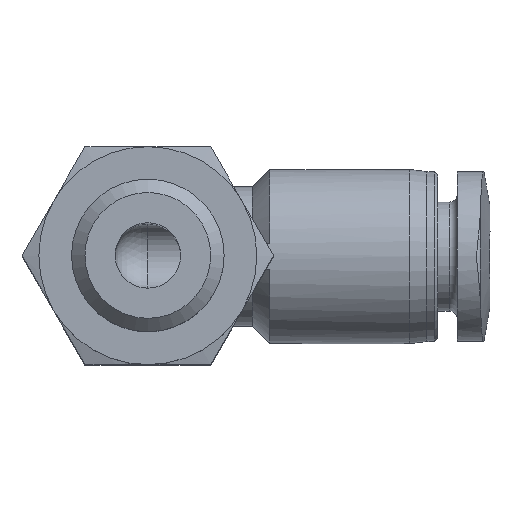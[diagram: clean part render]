
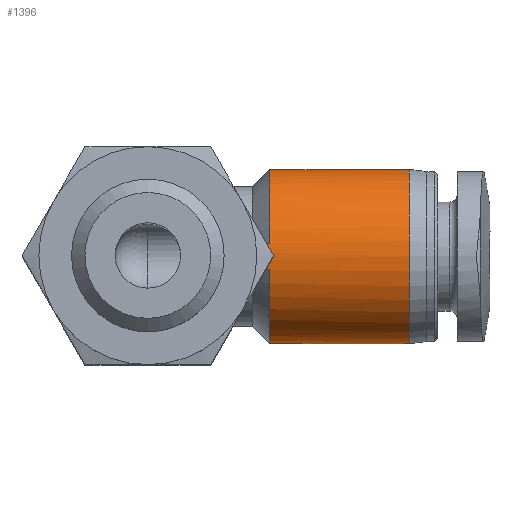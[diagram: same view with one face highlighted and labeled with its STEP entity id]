
A CAD part, top view. The second image highlights one B-rep face of the part: STEP entity #1396.
In plain terms, the highlighted cylindrical face has radius 4 mm (diameter 8 mm), a full revolution.
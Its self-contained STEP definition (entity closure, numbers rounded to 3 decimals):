
#28=ELLIPSE('',#1514,5.657,4.);
#29=ELLIPSE('',#1515,5.657,4.);
#39=CYLINDRICAL_SURFACE('',#1511,4.);
#78=B_SPLINE_CURVE_WITH_KNOTS('',3,(#1998,#1999,#2000,#2001),
 .UNSPECIFIED.,.F.,.F.,(4,4),(0.,0.001),
 .UNSPECIFIED.);
#121=CIRCLE('',#1448,4.);
#133=CIRCLE('',#1468,4.);
#134=CIRCLE('',#1470,4.);
#150=CIRCLE('',#1512,4.);
#151=CIRCLE('',#1513,4.);
#339=ORIENTED_EDGE('',*,*,#535,.F.);
#340=ORIENTED_EDGE('',*,*,#536,.T.);
#341=ORIENTED_EDGE('',*,*,#537,.T.);
#342=ORIENTED_EDGE('',*,*,#538,.T.);
#343=ORIENTED_EDGE('',*,*,#469,.T.);
#344=ORIENTED_EDGE('',*,*,#455,.F.);
#345=ORIENTED_EDGE('',*,*,#489,.T.);
#346=ORIENTED_EDGE('',*,*,#539,.T.);
#347=ORIENTED_EDGE('',*,*,#485,.T.);
#348=ORIENTED_EDGE('',*,*,#540,.F.);
#349=ORIENTED_EDGE('',*,*,#490,.T.);
#350=ORIENTED_EDGE('',*,*,#459,.T.);
#455=EDGE_CURVE('',#585,#577,#656,.T.);
#459=EDGE_CURVE('',#590,#589,#658,.T.);
#469=EDGE_CURVE('',#597,#577,#121,.T.);
#485=EDGE_CURVE('',#608,#607,#78,.T.);
#489=EDGE_CURVE('',#585,#610,#133,.T.);
#490=EDGE_CURVE('',#611,#590,#134,.T.);
#535=EDGE_CURVE('',#639,#639,#150,.T.);
#536=EDGE_CURVE('',#589,#640,#151,.T.);
#537=EDGE_CURVE('',#640,#641,#28,.T.);
#538=EDGE_CURVE('',#641,#597,#29,.T.);
#539=EDGE_CURVE('',#610,#608,#675,.T.);
#540=EDGE_CURVE('',#611,#607,#676,.T.);
#577=VERTEX_POINT('',#1906);
#585=VERTEX_POINT('',#1928);
#589=VERTEX_POINT('',#1937);
#590=VERTEX_POINT('',#1939);
#597=VERTEX_POINT('',#1966);
#607=VERTEX_POINT('',#1997);
#608=VERTEX_POINT('',#2002);
#610=VERTEX_POINT('',#2011);
#611=VERTEX_POINT('',#2015);
#639=VERTEX_POINT('',#2183);
#640=VERTEX_POINT('',#2185);
#641=VERTEX_POINT('',#2187);
#656=LINE('',#1929,#689);
#658=LINE('',#1938,#691);
#675=LINE('',#2189,#708);
#676=LINE('',#2190,#709);
#689=VECTOR('',#1590,1000.);
#691=VECTOR('',#1598,1000.);
#708=VECTOR('',#1759,1000.);
#709=VECTOR('',#1760,1000.);
#770=EDGE_LOOP('',(#339));
#771=EDGE_LOOP('',(#340,#341,#342,#343,#344,#345,#346,#347,#348,#349,#350));
#857=FACE_BOUND('',#770,.T.);
#858=FACE_BOUND('',#771,.T.);
#1396=ADVANCED_FACE('',(#857,#858),#39,.T.);
#1448=AXIS2_PLACEMENT_3D('',#1967,#1611,#1612);
#1468=AXIS2_PLACEMENT_3D('',#2012,#1655,#1656);
#1470=AXIS2_PLACEMENT_3D('',#2014,#1659,#1660);
#1511=AXIS2_PLACEMENT_3D('',#2181,#1749,#1750);
#1512=AXIS2_PLACEMENT_3D('',#2182,#1751,#1752);
#1513=AXIS2_PLACEMENT_3D('',#2184,#1753,#1754);
#1514=AXIS2_PLACEMENT_3D('',#2186,#1755,#1756);
#1515=AXIS2_PLACEMENT_3D('',#2188,#1757,#1758);
#1590=DIRECTION('',(-1.,0.,0.));
#1598=DIRECTION('',(-1.,0.,0.));
#1611=DIRECTION('',(1.,0.,0.));
#1612=DIRECTION('',(0.,0.,-1.));
#1655=DIRECTION('',(1.,0.,0.));
#1656=DIRECTION('',(0.,0.,-1.));
#1659=DIRECTION('',(1.,0.,0.));
#1660=DIRECTION('',(0.,0.,-1.));
#1749=DIRECTION('',(1.,0.,0.));
#1750=DIRECTION('',(0.,0.,-1.));
#1751=DIRECTION('',(1.,0.,0.));
#1752=DIRECTION('',(0.,0.,-1.));
#1753=DIRECTION('',(1.,0.,0.));
#1754=DIRECTION('',(0.,0.,-1.));
#1755=DIRECTION('',(0.707,-0.707,0.));
#1756=DIRECTION('',(0.707,0.707,0.));
#1757=DIRECTION('',(0.707,0.707,0.));
#1758=DIRECTION('',(0.707,-0.707,0.));
#1759=DIRECTION('',(-1.,0.,0.));
#1760=DIRECTION('',(-1.,0.,0.));
#1906=CARTESIAN_POINT('',(0.,0.6,-3.955));
#1928=CARTESIAN_POINT('',(5.6,0.6,-3.955));
#1929=CARTESIAN_POINT('',(5.6,0.6,-3.955));
#1937=CARTESIAN_POINT('',(0.,-0.6,-3.955));
#1938=CARTESIAN_POINT('',(5.6,-0.6,-3.955));
#1939=CARTESIAN_POINT('',(5.6,-0.6,-3.955));
#1966=CARTESIAN_POINT('',(0.,0.416,-3.978));
#1967=CARTESIAN_POINT('',(0.,0.,0.));
#1997=CARTESIAN_POINT('',(3.55,-0.6,3.955));
#1998=CARTESIAN_POINT('',(3.55,0.6,3.955));
#1999=CARTESIAN_POINT('',(3.617,0.204,4.015));
#2000=CARTESIAN_POINT('',(3.617,-0.204,4.015));
#2001=CARTESIAN_POINT('',(3.55,-0.6,3.955));
#2002=CARTESIAN_POINT('',(3.55,0.6,3.955));
#2011=CARTESIAN_POINT('',(5.6,0.6,3.955));
#2012=CARTESIAN_POINT('',(5.6,0.,0.));
#2014=CARTESIAN_POINT('',(5.6,0.,0.));
#2015=CARTESIAN_POINT('',(5.6,-0.6,3.955));
#2181=CARTESIAN_POINT('',(15.7,0.,0.));
#2182=CARTESIAN_POINT('',(12.,0.,0.));
#2183=CARTESIAN_POINT('',(12.,0.,-4.));
#2184=CARTESIAN_POINT('',(0.,0.,0.));
#2185=CARTESIAN_POINT('',(0.,-0.416,-3.978));
#2186=CARTESIAN_POINT('',(0.416,0.,0.));
#2187=CARTESIAN_POINT('',(0.416,0.,-4.));
#2188=CARTESIAN_POINT('',(0.416,0.,0.));
#2189=CARTESIAN_POINT('',(5.6,0.6,3.955));
#2190=CARTESIAN_POINT('',(5.6,-0.6,3.955));
